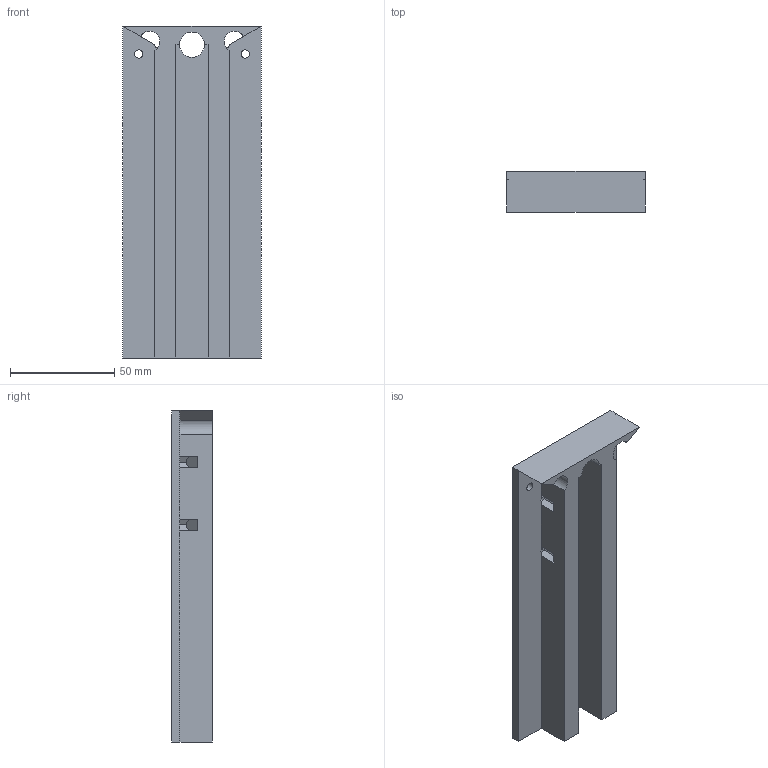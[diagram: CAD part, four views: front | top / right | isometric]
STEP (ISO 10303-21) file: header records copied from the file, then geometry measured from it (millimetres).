
FILE_DESCRIPTION(/* description */ (''),/* implementation_level */ '2;1');
FILE_NAME(/* name */ 'test.stp',/* time_stamp */ '2019-06-20T19:31:47+01:00',/* author */ ('Christophe'),/* organization */ (''),/* preprocessor_version */ 'ST-DEVELOPER v17',/* originating_system */ 'Autodesk Inventor 2019',/* authorisation */ '');
FILE_SCHEMA (('AUTOMOTIVE_DESIGN { 1 0 10303 214 3 1 1 }'));
Length unit declared in the file: millimetre
Products named in the file (1): Fuselage V2
Bounding box: 66.5 x 19.5 x 158.95 mm (x, y, z)
Volume: 91814.2 mm3; surface area: 35329.6 mm2
Topology: 1 solids, 1 shells, 78 faces, 237 edges, 169 vertices
Faces by surface type: plane 63, cylinder 15
Full cylindrical faces by diameter (mm): 3.1 x4, 4 x2, 12 x1
Entity records: 2673 total; most frequent: CARTESIAN_POINT 474, ORIENTED_EDGE 452, DIRECTION 419, EDGE_CURVE 226, LINE 191, VECTOR 191, VERTEX_POINT 147, AXIS2_PLACEMENT_3D 114
